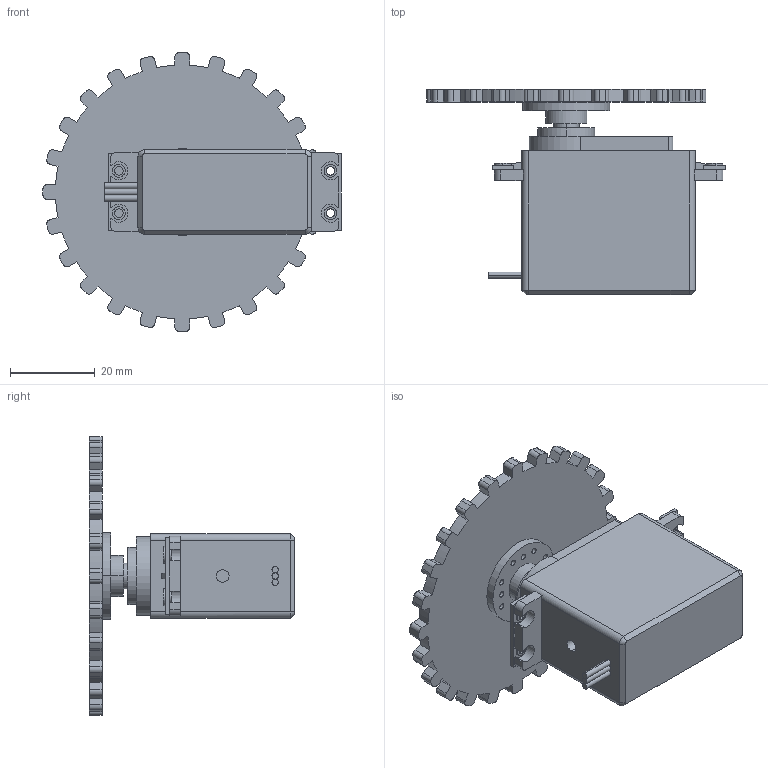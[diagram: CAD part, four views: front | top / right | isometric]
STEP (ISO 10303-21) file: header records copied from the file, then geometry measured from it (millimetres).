
FILE_DESCRIPTION (( 'STEP AP214' ), '1' );
FILE_NAME ('motor_assembly.STEP', '2022-11-02T22:37:26', ( '' ), ( '' ), 'SwSTEP 2.0', 'SolidWorks 2021', '' );
FILE_SCHEMA (( 'AUTOMOTIVE_DESIGN' ));
Length unit declared in the file: millimetre
Products named in the file (6): wheel; servo_eyelet; servo_motor; motor_assembly; servo_horn; servo_mounting_rubber
Assembly tree (9 placements, depth 2):
  motor_assembly
    servo_motor
    servo_eyelet  x4
    servo_horn
    servo_mounting_rubber  x2
    wheel
Bounding box: 70.45 x 48.5 x 65.9 mm (x, y, z)
Volume: 40448.9 mm3; surface area: 15702.5 mm2
Topology: 13 solids, 13 shells, 386 faces, 1032 edges, 684 vertices
Faces by surface type: cylinder 209, plane 169, cone 8
Entity records: 12525 total; most frequent: DIRECTION 2046, CARTESIAN_POINT 1923, ORIENTED_EDGE 1884, EDGE_CURVE 942, AXIS2_PLACEMENT_3D 747, VERTEX_POINT 624, VECTOR 552, LINE 552
